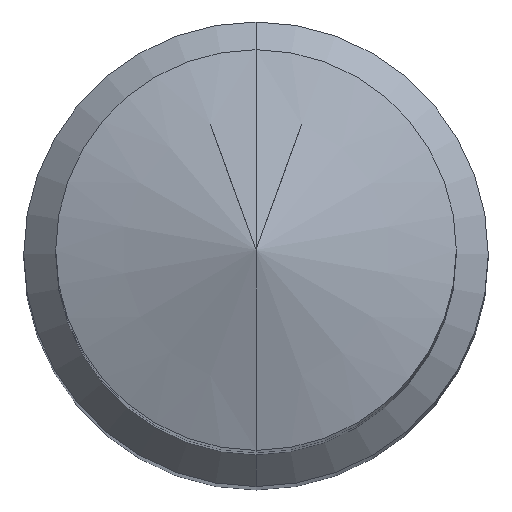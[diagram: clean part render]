
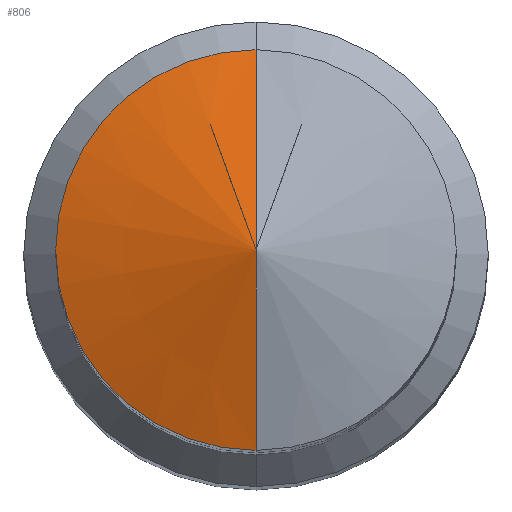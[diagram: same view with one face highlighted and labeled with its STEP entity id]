
A CAD part, top view. The second image highlights one B-rep face of the part: STEP entity #806.
In plain terms, the highlighted conical face has half-angle 72.5 degrees and reference radius 1.76 mm.
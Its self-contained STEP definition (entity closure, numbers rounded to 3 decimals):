
#723=DIRECTION('',(0.,0.954,-0.301));
#724=VECTOR('',#723,3.617);
#725=CARTESIAN_POINT('',(0.,0.,79.));
#726=LINE('',#725,#724);
#730=DIRECTION('',(0.,-0.954,-0.301));
#731=VECTOR('',#730,3.617);
#732=CARTESIAN_POINT('',(0.,0.,79.));
#733=LINE('',#732,#731);
#759=CARTESIAN_POINT('',(0.,0.,77.912));
#760=DIRECTION('',(0.,0.,1.));
#761=DIRECTION('',(0.,1.,0.));
#762=AXIS2_PLACEMENT_3D('',#759,#760,#761);
#783=CARTESIAN_POINT('',(0.,0.,79.));
#784=CARTESIAN_POINT('',(0.,3.45,77.912));
#785=VERTEX_POINT('',#783);
#786=VERTEX_POINT('',#784);
#789=CARTESIAN_POINT('',(0.,-3.45,77.912));
#790=VERTEX_POINT('',#789);
#793=CARTESIAN_POINT('',(0.,0.,78.445));
#794=DIRECTION('',(0.,0.,-1.));
#795=DIRECTION('',(0.,1.,0.));
#796=AXIS2_PLACEMENT_3D('',#793,#794,#795);
#797=CONICAL_SURFACE('',#796,1.76,72.5);
#799=ORIENTED_EDGE('',*,*,#798,.F.);
#801=ORIENTED_EDGE('',*,*,#800,.T.);
#803=ORIENTED_EDGE('',*,*,#802,.F.);
#804=EDGE_LOOP('',(#799,#801,#803));
#805=FACE_OUTER_BOUND('',#804,.F.);
#763=CIRCLE('',#762,3.45);
#798=EDGE_CURVE('',#785,#786,#726,.T.);
#800=EDGE_CURVE('',#785,#790,#733,.T.);
#802=EDGE_CURVE('',#786,#790,#763,.T.);
#806=ADVANCED_FACE('',(#805),#797,.T.);
